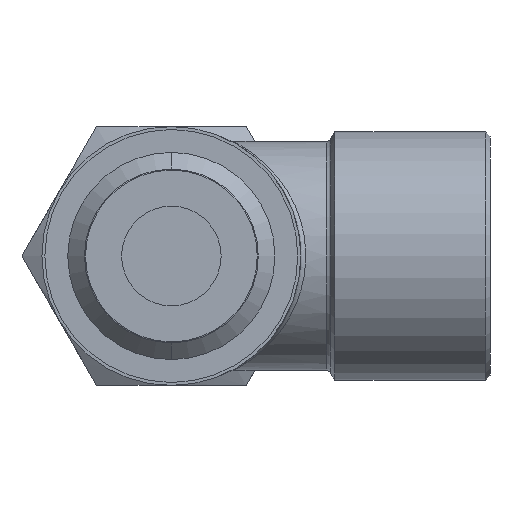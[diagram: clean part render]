
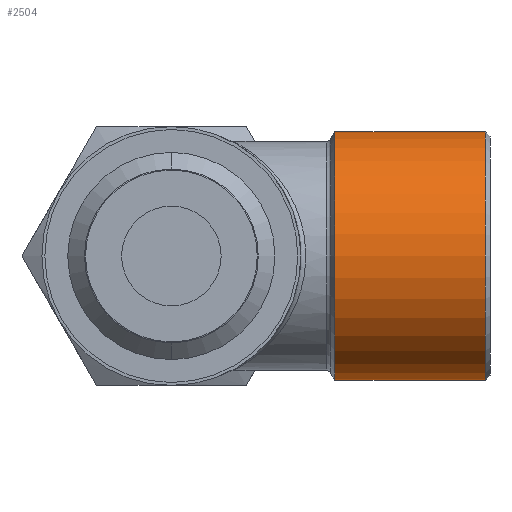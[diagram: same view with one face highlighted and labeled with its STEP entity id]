
A CAD part, front view. The second image highlights one B-rep face of the part: STEP entity #2504.
In plain terms, the highlighted cylindrical face has radius 12.5 mm (diameter 25 mm), a partial arc.
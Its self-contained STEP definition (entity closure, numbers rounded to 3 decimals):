
#648 = CIRCLE ( 'NONE', #682, 12.5 ) ;
#679 = DIRECTION ( 'NONE',  ( 0., 0., -1. ) ) ;
#680 = DIRECTION ( 'NONE',  ( 1., 0., 0. ) ) ;
#681 = CARTESIAN_POINT ( 'NONE',  ( 16.433, 24., 0. ) ) ;
#682 = AXIS2_PLACEMENT_3D ( 'NONE', #681, #680, #679 ) ;
#1276 = FACE_OUTER_BOUND ( 'NONE', #2453, .T. ) ;
#1278 = DIRECTION ( 'NONE',  ( 0., 0., 1. ) ) ;
#1280 = DIRECTION ( 'NONE',  ( -1., 0., 0. ) ) ;
#1282 = DIRECTION ( 'NONE',  ( 0., 0., 1. ) ) ;
#1283 = DIRECTION ( 'NONE',  ( -1., 0., 0. ) ) ;
#1284 = CARTESIAN_POINT ( 'NONE',  ( 31.5, 24., 0. ) ) ;
#1285 = AXIS2_PLACEMENT_3D ( 'NONE', #1284, #1283, #1282 ) ;
#1291 = CIRCLE ( 'NONE', #1285, 12.5 ) ;
#1294 = CYLINDRICAL_SURFACE ( 'NONE', #1296, 12.5 ) ;
#1295 = CARTESIAN_POINT ( 'NONE',  ( -1.384, 24., 0. ) ) ;
#1296 = AXIS2_PLACEMENT_3D ( 'NONE', #1295, #1280, #1278 ) ;
#1791 = VERTEX_POINT ( 'NONE', #3291 ) ;
#1824 = VERTEX_POINT ( 'NONE', #3416 ) ;
#1828 = EDGE_CURVE ( 'NONE', #1824, #1906, #3588, .T. ) ;
#1856 = EDGE_CURVE ( 'NONE', #1791, #1886, #3423, .T. ) ;
#1886 = VERTEX_POINT ( 'NONE', #3795 ) ;
#1906 = VERTEX_POINT ( 'NONE', #3628 ) ;
#2453 = EDGE_LOOP ( 'NONE', ( #2492, #2519, #2554, #2515 ) ) ;
#2492 = ORIENTED_EDGE ( 'NONE', *, *, #1828, .F. ) ;
#2504 = ADVANCED_FACE ( 'NONE', ( #1276 ), #1294, .T. ) ;
#2515 = ORIENTED_EDGE ( 'NONE', *, *, #2590, .T. ) ;
#2519 = ORIENTED_EDGE ( 'NONE', *, *, #2526, .T. ) ;
#2526 = EDGE_CURVE ( 'NONE', #1824, #1791, #1291, .T. ) ;
#2554 = ORIENTED_EDGE ( 'NONE', *, *, #1856, .T. ) ;
#2590 = EDGE_CURVE ( 'NONE', #1886, #1906, #648, .T. ) ;
#3291 = CARTESIAN_POINT ( 'NONE',  ( 31.5, 24., 12.5 ) ) ;
#3416 = CARTESIAN_POINT ( 'NONE',  ( 31.5, 24., -12.5 ) ) ;
#3420 = DIRECTION ( 'NONE',  ( -1., 0., 0. ) ) ;
#3421 = VECTOR ( 'NONE', #3420, 1000. ) ;
#3422 = CARTESIAN_POINT ( 'NONE',  ( -1.384, 24., 12.5 ) ) ;
#3423 = LINE ( 'NONE', #3422, #3421 ) ;
#3585 = DIRECTION ( 'NONE',  ( -1., 0., 0. ) ) ;
#3586 = VECTOR ( 'NONE', #3585, 1000. ) ;
#3587 = CARTESIAN_POINT ( 'NONE',  ( -1.384, 24., -12.5 ) ) ;
#3588 = LINE ( 'NONE', #3587, #3586 ) ;
#3628 = CARTESIAN_POINT ( 'NONE',  ( 16.433, 24., -12.5 ) ) ;
#3795 = CARTESIAN_POINT ( 'NONE',  ( 16.433, 24., 12.5 ) ) ;
